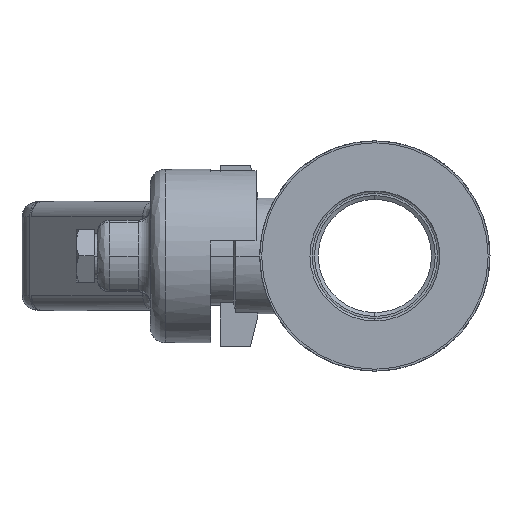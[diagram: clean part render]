
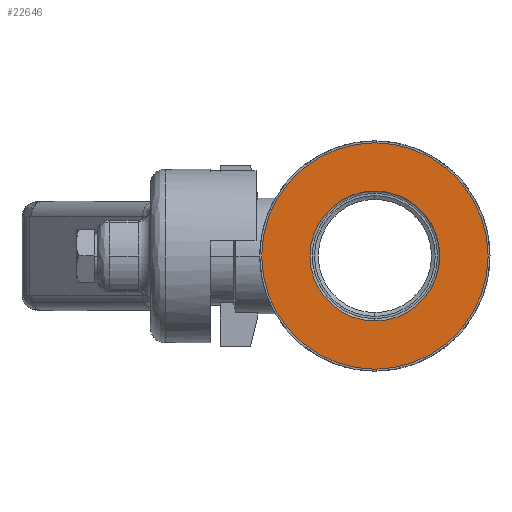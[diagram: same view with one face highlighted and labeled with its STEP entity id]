
A CAD part, left-side view. The second image highlights one B-rep face of the part: STEP entity #22646.
In plain terms, the highlighted planar face has unit normal (-1, 0, 0).
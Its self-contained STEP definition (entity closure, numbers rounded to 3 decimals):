
#365 = ORIENTED_EDGE ( 'NONE', *, *, #542, .F. ) ;
#422 = CARTESIAN_POINT ( 'NONE',  ( -45., 0., 0. ) ) ;
#542 = EDGE_CURVE ( 'NONE', #15753, #21303, #17061, .T. ) ;
#684 = DIRECTION ( 'NONE',  ( -1., 0., 0. ) ) ;
#933 = DIRECTION ( 'NONE',  ( 0., 0., 1. ) ) ;
#1305 = EDGE_CURVE ( 'NONE', #21303, #15753, #24160, .T. ) ;
#1497 = DIRECTION ( 'NONE',  ( 0., 0., 1. ) ) ;
#1534 = AXIS2_PLACEMENT_3D ( 'NONE', #8006, #21378, #9946 ) ;
#1583 = DIRECTION ( 'NONE',  ( -1., 0., 0. ) ) ;
#1756 = CARTESIAN_POINT ( 'NONE',  ( -45., 0., 0. ) ) ;
#2084 = ORIENTED_EDGE ( 'NONE', *, *, #1305, .F. ) ;
#2230 = AXIS2_PLACEMENT_3D ( 'NONE', #20962, #9506, #22884 ) ;
#2332 = CARTESIAN_POINT ( 'NONE',  ( -45., 0., -8.6 ) ) ;
#3725 = EDGE_CURVE ( 'NONE', #23678, #20398, #17081, .T. ) ;
#4144 = CARTESIAN_POINT ( 'NONE',  ( -45., 0., -15. ) ) ;
#5773 = FACE_OUTER_BOUND ( 'NONE', #12502, .T. ) ;
#6301 = AXIS2_PLACEMENT_3D ( 'NONE', #17922, #6429, #19796 ) ;
#6429 = DIRECTION ( 'NONE',  ( -1., 0., 0. ) ) ;
#8006 = CARTESIAN_POINT ( 'NONE',  ( -45., 0., 0. ) ) ;
#9392 = AXIS2_PLACEMENT_3D ( 'NONE', #422, #684, #933 ) ;
#9506 = DIRECTION ( 'NONE',  ( 1., 0., 0. ) ) ;
#9679 = EDGE_CURVE ( 'NONE', #20398, #23678, #12508, .T. ) ;
#9758 = ORIENTED_EDGE ( 'NONE', *, *, #9679, .T. ) ;
#9946 = DIRECTION ( 'NONE',  ( 0., 0., 1. ) ) ;
#10590 = EDGE_LOOP ( 'NONE', ( #2084, #365 ) ) ;
#12456 = ORIENTED_EDGE ( 'NONE', *, *, #3725, .T. ) ;
#12502 = EDGE_LOOP ( 'NONE', ( #12456, #9758 ) ) ;
#12508 = CIRCLE ( 'NONE', #1534, 15. ) ;
#13279 = PLANE ( 'NONE',  #2230 ) ;
#13421 = AXIS2_PLACEMENT_3D ( 'NONE', #1756, #1583, #1497 ) ;
#15753 = VERTEX_POINT ( 'NONE', #2332 ) ;
#17061 = CIRCLE ( 'NONE', #9392, 8.6 ) ;
#17081 = CIRCLE ( 'NONE', #6301, 15. ) ;
#17922 = CARTESIAN_POINT ( 'NONE',  ( -45., 0., 0. ) ) ;
#18593 = CARTESIAN_POINT ( 'NONE',  ( -45., 0., 15. ) ) ;
#19796 = DIRECTION ( 'NONE',  ( 0., 0., 1. ) ) ;
#20398 = VERTEX_POINT ( 'NONE', #4144 ) ;
#20962 = CARTESIAN_POINT ( 'NONE',  ( -45., 0., -8.6 ) ) ;
#21034 = CARTESIAN_POINT ( 'NONE',  ( -45., 0., 8.6 ) ) ;
#21303 = VERTEX_POINT ( 'NONE', #21034 ) ;
#21378 = DIRECTION ( 'NONE',  ( -1., 0., 0. ) ) ;
#22646 = ADVANCED_FACE ( 'NONE', ( #24942, #5773 ), #13279, .F. ) ;
#22884 = DIRECTION ( 'NONE',  ( 0., 0., -1. ) ) ;
#23678 = VERTEX_POINT ( 'NONE', #18593 ) ;
#24160 = CIRCLE ( 'NONE', #13421, 8.6 ) ;
#24942 = FACE_BOUND ( 'NONE', #10590, .T. ) ;
